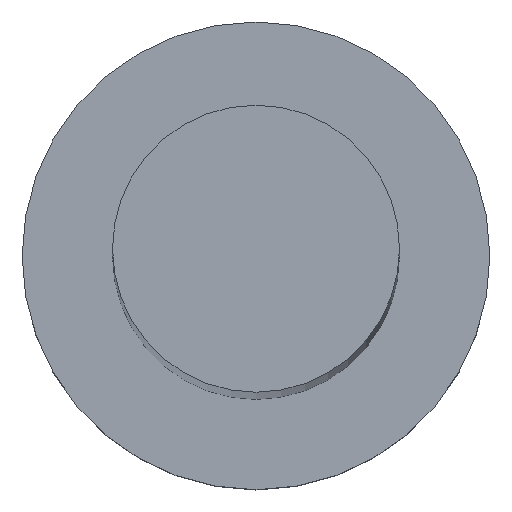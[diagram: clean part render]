
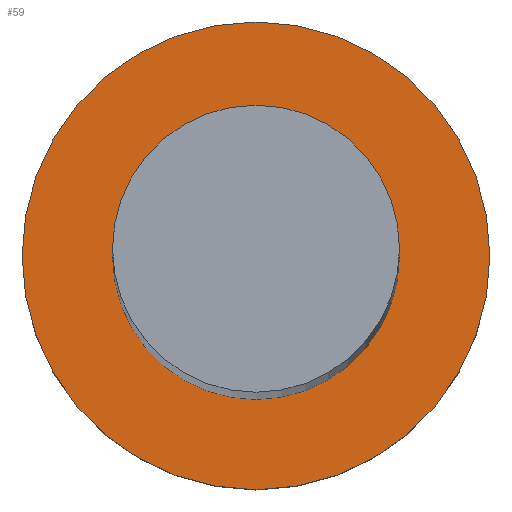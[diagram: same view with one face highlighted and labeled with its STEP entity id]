
A CAD part, top view. The second image highlights one B-rep face of the part: STEP entity #59.
In plain terms, the highlighted planar face has unit normal (0, 0, 1).
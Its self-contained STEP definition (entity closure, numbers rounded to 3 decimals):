
#5 = FACE_OUTER_BOUND ( 'NONE', #81, .T. ) ;
#6 = CARTESIAN_POINT ( 'NONE',  ( 0., 0., 7. ) ) ;
#8 = DIRECTION ( 'NONE',  ( 0., 0., 1. ) ) ;
#38 = AXIS2_PLACEMENT_3D ( 'NONE', #225, #222, #57 ) ;
#40 = CIRCLE ( 'NONE', #90, 6.75 ) ;
#41 = CARTESIAN_POINT ( 'NONE',  ( 0., 0., 7. ) ) ;
#57 = DIRECTION ( 'NONE',  ( 1., 0., 0. ) ) ;
#59 = ADVANCED_FACE ( 'NONE', ( #174, #5 ), #71, .T. ) ;
#60 = CARTESIAN_POINT ( 'NONE',  ( 0., 0., 7. ) ) ;
#71 = PLANE ( 'NONE',  #138 ) ;
#74 = DIRECTION ( 'NONE',  ( 0., 0., 1. ) ) ;
#81 = EDGE_LOOP ( 'NONE', ( #155, #104 ) ) ;
#86 = CARTESIAN_POINT ( 'NONE',  ( 6.75, 0., 7. ) ) ;
#90 = AXIS2_PLACEMENT_3D ( 'NONE', #60, #74, #91 ) ;
#91 = DIRECTION ( 'NONE',  ( 1., 0., 0. ) ) ;
#95 = EDGE_CURVE ( 'NONE', #250, #122, #197, .T. ) ;
#101 = VERTEX_POINT ( 'NONE', #86 ) ;
#104 = ORIENTED_EDGE ( 'NONE', *, *, #246, .T. ) ;
#109 = CARTESIAN_POINT ( 'NONE',  ( 11., 0., 7. ) ) ;
#114 = DIRECTION ( 'NONE',  ( 1., 0., 0. ) ) ;
#122 = VERTEX_POINT ( 'NONE', #109 ) ;
#138 = AXIS2_PLACEMENT_3D ( 'NONE', #161, #196, #176 ) ;
#139 = CIRCLE ( 'NONE', #210, 6.75 ) ;
#153 = AXIS2_PLACEMENT_3D ( 'NONE', #6, #8, #219 ) ;
#155 = ORIENTED_EDGE ( 'NONE', *, *, #95, .T. ) ;
#158 = ORIENTED_EDGE ( 'NONE', *, *, #217, .F. ) ;
#159 = EDGE_LOOP ( 'NONE', ( #232, #158 ) ) ;
#161 = CARTESIAN_POINT ( 'NONE',  ( 0., 0., 7. ) ) ;
#174 = FACE_BOUND ( 'NONE', #159, .T. ) ;
#176 = DIRECTION ( 'NONE',  ( 1., 0., 0. ) ) ;
#179 = CARTESIAN_POINT ( 'NONE',  ( -11., 0., 7. ) ) ;
#193 = EDGE_CURVE ( 'NONE', #195, #101, #139, .T. ) ;
#195 = VERTEX_POINT ( 'NONE', #244 ) ;
#196 = DIRECTION ( 'NONE',  ( 0., 0., 1. ) ) ;
#197 = CIRCLE ( 'NONE', #153, 11. ) ;
#205 = DIRECTION ( 'NONE',  ( 0., 0., 1. ) ) ;
#210 = AXIS2_PLACEMENT_3D ( 'NONE', #41, #205, #114 ) ;
#217 = EDGE_CURVE ( 'NONE', #101, #195, #40, .T. ) ;
#219 = DIRECTION ( 'NONE',  ( 1., 0., 0. ) ) ;
#222 = DIRECTION ( 'NONE',  ( 0., 0., 1. ) ) ;
#225 = CARTESIAN_POINT ( 'NONE',  ( 0., 0., 7. ) ) ;
#232 = ORIENTED_EDGE ( 'NONE', *, *, #193, .F. ) ;
#237 = CIRCLE ( 'NONE', #38, 11. ) ;
#244 = CARTESIAN_POINT ( 'NONE',  ( -6.75, 0., 7. ) ) ;
#246 = EDGE_CURVE ( 'NONE', #122, #250, #237, .T. ) ;
#250 = VERTEX_POINT ( 'NONE', #179 ) ;
